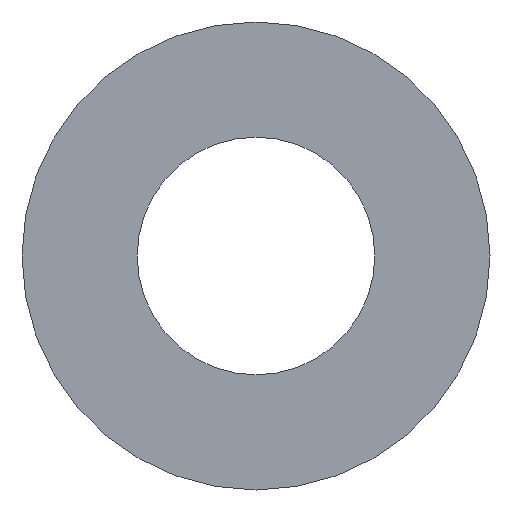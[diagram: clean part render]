
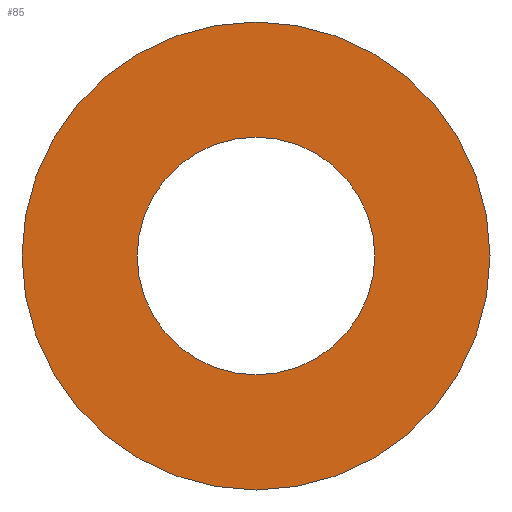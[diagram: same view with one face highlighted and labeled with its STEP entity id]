
A CAD part, front view. The second image highlights one B-rep face of the part: STEP entity #85.
In plain terms, the highlighted planar face has unit normal (0, -1, 0).
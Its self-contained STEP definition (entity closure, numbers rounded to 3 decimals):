
#9 = CIRCLE ( 'NONE', #31, 22.5 ) ;
#10 = VERTEX_POINT ( 'NONE', #138 ) ;
#12 = CARTESIAN_POINT ( 'NONE',  ( 0., 0., 0. ) ) ;
#18 = DIRECTION ( 'NONE',  ( 0., 0., 1. ) ) ;
#23 = AXIS2_PLACEMENT_3D ( 'NONE', #12, #99, #80 ) ;
#25 = CARTESIAN_POINT ( 'NONE',  ( 0., 0., 44.3 ) ) ;
#26 = VERTEX_POINT ( 'NONE', #58 ) ;
#30 = EDGE_CURVE ( 'NONE', #183, #10, #144, .T. ) ;
#31 = AXIS2_PLACEMENT_3D ( 'NONE', #161, #189, #142 ) ;
#32 = ORIENTED_EDGE ( 'NONE', *, *, #128, .T. ) ;
#37 = AXIS2_PLACEMENT_3D ( 'NONE', #100, #98, #154 ) ;
#45 = FACE_BOUND ( 'NONE', #225, .T. ) ;
#46 = EDGE_CURVE ( 'NONE', #10, #183, #117, .T. ) ;
#48 = AXIS2_PLACEMENT_3D ( 'NONE', #124, #210, #123 ) ;
#52 = EDGE_LOOP ( 'NONE', ( #115, #223 ) ) ;
#57 = CARTESIAN_POINT ( 'NONE',  ( 0., 0., -22.5 ) ) ;
#58 = CARTESIAN_POINT ( 'NONE',  ( 0., 0., 22.5 ) ) ;
#64 = DIRECTION ( 'NONE',  ( 0., 1., 0. ) ) ;
#66 = VERTEX_POINT ( 'NONE', #57 ) ;
#79 = ORIENTED_EDGE ( 'NONE', *, *, #192, .T. ) ;
#80 = DIRECTION ( 'NONE',  ( 0., 0., 1. ) ) ;
#85 = ADVANCED_FACE ( 'NONE', ( #162, #45 ), #191, .F. ) ;
#98 = DIRECTION ( 'NONE',  ( 0., 1., 0. ) ) ;
#99 = DIRECTION ( 'NONE',  ( 0., 1., 0. ) ) ;
#100 = CARTESIAN_POINT ( 'NONE',  ( 0., 0., 0. ) ) ;
#115 = ORIENTED_EDGE ( 'NONE', *, *, #46, .F. ) ;
#117 = CIRCLE ( 'NONE', #37, 44.3 ) ;
#123 = DIRECTION ( 'NONE',  ( 0., 0., 1. ) ) ;
#124 = CARTESIAN_POINT ( 'NONE',  ( 0., 0., 0. ) ) ;
#128 = EDGE_CURVE ( 'NONE', #66, #26, #9, .T. ) ;
#138 = CARTESIAN_POINT ( 'NONE',  ( 0., 0., -44.3 ) ) ;
#142 = DIRECTION ( 'NONE',  ( 0., 0., 1. ) ) ;
#144 = CIRCLE ( 'NONE', #23, 44.3 ) ;
#154 = DIRECTION ( 'NONE',  ( 0., 0., 1. ) ) ;
#159 = CIRCLE ( 'NONE', #211, 22.5 ) ;
#161 = CARTESIAN_POINT ( 'NONE',  ( 0., 0., 0. ) ) ;
#162 = FACE_OUTER_BOUND ( 'NONE', #52, .T. ) ;
#176 = CARTESIAN_POINT ( 'NONE',  ( 0., 0., 0. ) ) ;
#183 = VERTEX_POINT ( 'NONE', #25 ) ;
#189 = DIRECTION ( 'NONE',  ( 0., 1., 0. ) ) ;
#191 = PLANE ( 'NONE',  #48 ) ;
#192 = EDGE_CURVE ( 'NONE', #26, #66, #159, .T. ) ;
#210 = DIRECTION ( 'NONE',  ( 0., 1., 0. ) ) ;
#211 = AXIS2_PLACEMENT_3D ( 'NONE', #176, #64, #18 ) ;
#223 = ORIENTED_EDGE ( 'NONE', *, *, #30, .F. ) ;
#225 = EDGE_LOOP ( 'NONE', ( #32, #79 ) ) ;
